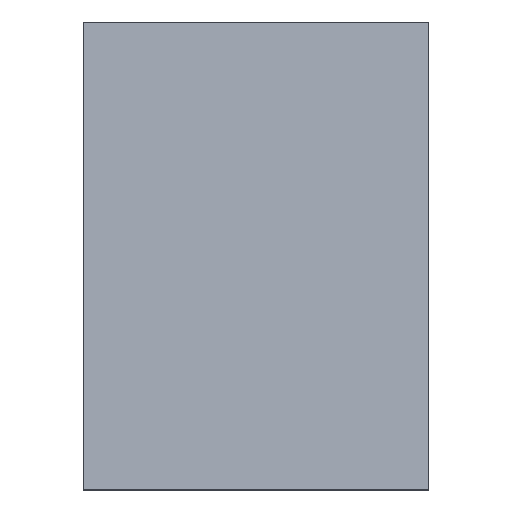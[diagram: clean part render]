
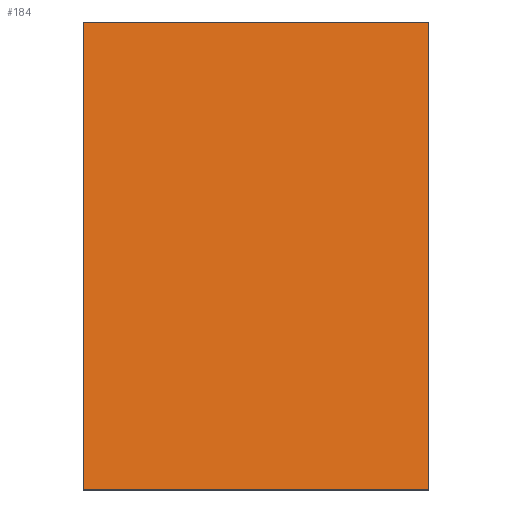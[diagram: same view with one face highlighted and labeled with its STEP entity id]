
A CAD part, top view. The second image highlights one B-rep face of the part: STEP entity #184.
In plain terms, the highlighted planar face has unit normal (0.558, 0, 0.83).
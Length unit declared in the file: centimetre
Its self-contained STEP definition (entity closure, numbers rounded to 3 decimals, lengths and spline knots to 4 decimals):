
#104=VERTEX_POINT('',#216);
#105=VERTEX_POINT('',#217);
#106=VERTEX_POINT('',#219);
#107=VERTEX_POINT('',#221);
#112=VECTOR('',#197,1.);
#113=VECTOR('',#198,1.);
#114=VECTOR('',#199,1.);
#115=VECTOR('',#200,1.);
#124=LINE('',#215,#112);
#125=LINE('',#218,#113);
#126=LINE('',#220,#114);
#127=LINE('',#222,#115);
#136=EDGE_CURVE('',#104,#105,#124,.T.);
#137=EDGE_CURVE('',#106,#104,#125,.T.);
#138=EDGE_CURVE('',#107,#106,#126,.T.);
#139=EDGE_CURVE('',#105,#107,#127,.T.);
#148=ORIENTED_EDGE('',*,*,#136,.F.);
#149=ORIENTED_EDGE('',*,*,#137,.F.);
#150=ORIENTED_EDGE('',*,*,#138,.F.);
#151=ORIENTED_EDGE('',*,*,#139,.F.);
#172=EDGE_LOOP('',(#148,#149,#150,#151));
#178=FACE_BOUND('',#172,.T.);
#184=ADVANCED_FACE('',(#178),#240,.F.);
#190=AXIS2_PLACEMENT_3D('',#214,#196,$);
#196=DIRECTION('',(-0.558,0.,-0.83));
#197=DIRECTION('',(0.83,0.,-0.558));
#198=DIRECTION('',(0.,1.,0.));
#199=DIRECTION('',(-0.83,0.,0.558));
#200=DIRECTION('',(0.,-1.,0.));
#214=CARTESIAN_POINT('',(14.0057,1.3097,0.3175));
#215=CARTESIAN_POINT('',(14.0792,0.8766,0.2682));
#216=CARTESIAN_POINT('',(13.5332,0.8766,0.635));
#217=CARTESIAN_POINT('',(14.4783,0.8766,0.0001));
#218=CARTESIAN_POINT('',(13.5332,0.773,0.635));
#219=CARTESIAN_POINT('',(13.5332,-0.4042,0.635));
#220=CARTESIAN_POINT('',(14.0792,-0.4042,0.2682));
#221=CARTESIAN_POINT('',(14.4783,-0.4042,0.0001));
#222=CARTESIAN_POINT('',(14.4783,0.773,0.0001));
#240=PLANE('',#190);
